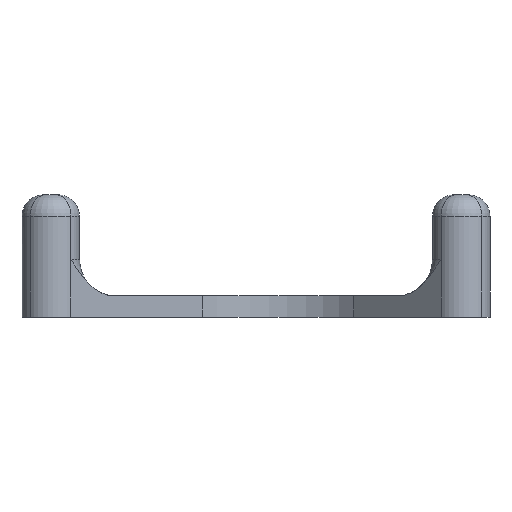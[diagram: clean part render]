
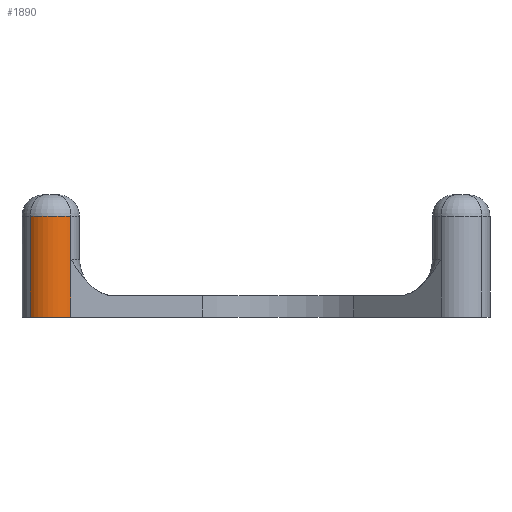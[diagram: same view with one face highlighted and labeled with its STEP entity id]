
A CAD part, front view. The second image highlights one B-rep face of the part: STEP entity #1890.
In plain terms, the highlighted cylindrical face has radius 4 mm (diameter 8 mm), a partial arc.
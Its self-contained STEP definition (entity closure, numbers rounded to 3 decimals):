
#66 = VERTEX_POINT ( 'NONE', #837 ) ;
#128 = CIRCLE ( 'NONE', #2393, 4. ) ;
#176 = DIRECTION ( 'NONE',  ( 0., 0., -1. ) ) ;
#191 = DIRECTION ( 'NONE',  ( 1., 0., 0. ) ) ;
#225 = CARTESIAN_POINT ( 'NONE',  ( -38.518, -35.857, 14. ) ) ;
#278 = CARTESIAN_POINT ( 'NONE',  ( -38.518, -35.857, -3. ) ) ;
#282 = LINE ( 'NONE', #225, #2172 ) ;
#350 = EDGE_CURVE ( 'NONE', #66, #2095, #764, .T. ) ;
#511 = EDGE_CURVE ( 'NONE', #1607, #2095, #128, .T. ) ;
#596 = FACE_OUTER_BOUND ( 'NONE', #997, .T. ) ;
#654 = CARTESIAN_POINT ( 'NONE',  ( -41.322, -33.004, -3. ) ) ;
#700 = CARTESIAN_POINT ( 'NONE',  ( -38.518, -35.857, 5. ) ) ;
#733 = CARTESIAN_POINT ( 'NONE',  ( -44.175, -35.807, -3. ) ) ;
#764 = LINE ( 'NONE', #733, #2503 ) ;
#785 = ORIENTED_EDGE ( 'NONE', *, *, #511, .F. ) ;
#837 = CARTESIAN_POINT ( 'NONE',  ( -44.175, -35.807, 11. ) ) ;
#868 = ORIENTED_EDGE ( 'NONE', *, *, #350, .T. ) ;
#906 = DIRECTION ( 'NONE',  ( 0., 0., -1. ) ) ;
#997 = EDGE_LOOP ( 'NONE', ( #1065, #2385, #1206, #868, #785 ) ) ;
#1035 = VERTEX_POINT ( 'NONE', #700 ) ;
#1047 = DIRECTION ( 'NONE',  ( 0., 0., 1. ) ) ;
#1058 = CARTESIAN_POINT ( 'NONE',  ( -41.322, -33.004, -3. ) ) ;
#1065 = ORIENTED_EDGE ( 'NONE', *, *, #2827, .F. ) ;
#1130 = CARTESIAN_POINT ( 'NONE',  ( -38.518, -35.857, 11. ) ) ;
#1206 = ORIENTED_EDGE ( 'NONE', *, *, #2416, .T. ) ;
#1226 = VERTEX_POINT ( 'NONE', #1130 ) ;
#1236 = CARTESIAN_POINT ( 'NONE',  ( -38.518, -35.857, -3. ) ) ;
#1343 = AXIS2_PLACEMENT_3D ( 'NONE', #1935, #176, #191 ) ;
#1420 = VECTOR ( 'NONE', #2144, 1000. ) ;
#1607 = VERTEX_POINT ( 'NONE', #278 ) ;
#1646 = LINE ( 'NONE', #1236, #1420 ) ;
#1716 = DIRECTION ( 'NONE',  ( 1., 0., 0. ) ) ;
#1761 = CARTESIAN_POINT ( 'NONE',  ( -44.175, -35.807, -3. ) ) ;
#1805 = DIRECTION ( 'NONE',  ( 1., 0., 0. ) ) ;
#1890 = ADVANCED_FACE ( 'NONE', ( #596 ), #2163, .T. ) ;
#1935 = CARTESIAN_POINT ( 'NONE',  ( -41.322, -33.004, 11. ) ) ;
#2064 = DIRECTION ( 'NONE',  ( 0., 0., 1. ) ) ;
#2095 = VERTEX_POINT ( 'NONE', #1761 ) ;
#2144 = DIRECTION ( 'NONE',  ( 0., 0., -1. ) ) ;
#2163 = CYLINDRICAL_SURFACE ( 'NONE', #2286, 4. ) ;
#2172 = VECTOR ( 'NONE', #2064, 1000. ) ;
#2286 = AXIS2_PLACEMENT_3D ( 'NONE', #1058, #1047, #1716 ) ;
#2385 = ORIENTED_EDGE ( 'NONE', *, *, #2617, .T. ) ;
#2393 = AXIS2_PLACEMENT_3D ( 'NONE', #654, #906, #1805 ) ;
#2416 = EDGE_CURVE ( 'NONE', #1226, #66, #2776, .T. ) ;
#2503 = VECTOR ( 'NONE', #2541, 1000. ) ;
#2541 = DIRECTION ( 'NONE',  ( 0., 0., -1. ) ) ;
#2617 = EDGE_CURVE ( 'NONE', #1035, #1226, #282, .T. ) ;
#2776 = CIRCLE ( 'NONE', #1343, 4. ) ;
#2827 = EDGE_CURVE ( 'NONE', #1035, #1607, #1646, .T. ) ;
